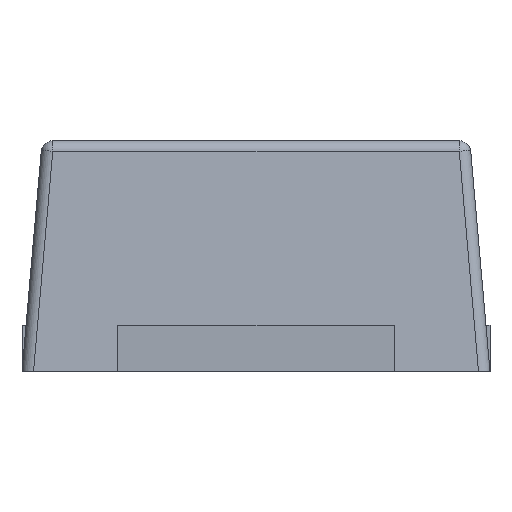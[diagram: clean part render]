
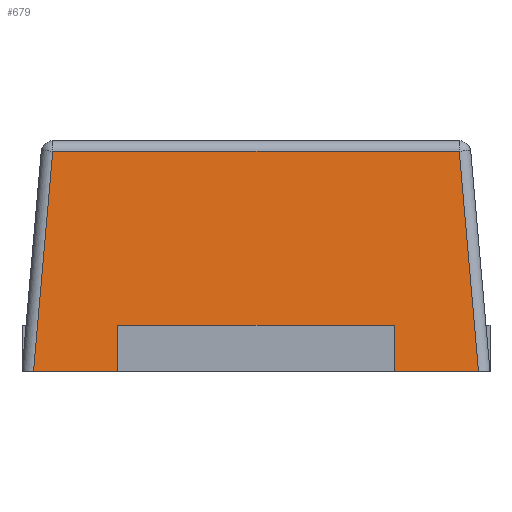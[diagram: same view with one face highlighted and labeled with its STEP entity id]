
A CAD part, left-side view. The second image highlights one B-rep face of the part: STEP entity #679.
In plain terms, the highlighted planar face has unit normal (-0.996, 0, 0.087).
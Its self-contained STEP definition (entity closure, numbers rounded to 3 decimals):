
#77=FACE_OUTER_BOUND('',#117,.T.);
#117=EDGE_LOOP('',(#509,#510,#511,#512,#513,#514,#515,#516));
#154=LINE('',#1022,#232);
#157=LINE('',#1027,#235);
#160=LINE('',#1035,#238);
#164=LINE('',#1045,#242);
#168=LINE('',#1053,#246);
#169=LINE('',#1055,#247);
#170=LINE('',#1057,#248);
#171=LINE('',#1058,#249);
#232=VECTOR('',#834,10.);
#235=VECTOR('',#841,10.);
#238=VECTOR('',#850,10.);
#242=VECTOR('',#860,1000.);
#246=VECTOR('',#866,1000.);
#247=VECTOR('',#867,1000.);
#248=VECTOR('',#868,1000.);
#249=VECTOR('',#869,1000.);
#312=VERTEX_POINT('',#1006);
#314=VERTEX_POINT('',#1012);
#316=VERTEX_POINT('',#1018);
#319=VERTEX_POINT('',#1033);
#322=VERTEX_POINT('',#1044);
#325=VERTEX_POINT('',#1052);
#326=VERTEX_POINT('',#1054);
#327=VERTEX_POINT('',#1056);
#380=EDGE_CURVE('',#314,#316,#154,.T.);
#383=EDGE_CURVE('',#312,#314,#157,.T.);
#387=EDGE_CURVE('',#319,#312,#160,.T.);
#392=EDGE_CURVE('',#316,#322,#164,.T.);
#396=EDGE_CURVE('',#325,#319,#168,.T.);
#397=EDGE_CURVE('',#325,#326,#169,.T.);
#398=EDGE_CURVE('',#326,#327,#170,.T.);
#399=EDGE_CURVE('',#327,#322,#171,.T.);
#509=ORIENTED_EDGE('',*,*,#380,.F.);
#510=ORIENTED_EDGE('',*,*,#383,.F.);
#511=ORIENTED_EDGE('',*,*,#387,.F.);
#512=ORIENTED_EDGE('',*,*,#396,.F.);
#513=ORIENTED_EDGE('',*,*,#397,.T.);
#514=ORIENTED_EDGE('',*,*,#398,.T.);
#515=ORIENTED_EDGE('',*,*,#399,.T.);
#516=ORIENTED_EDGE('',*,*,#392,.F.);
#639=PLANE('',#749);
#679=ADVANCED_FACE('',(#77),#639,.T.);
#749=AXIS2_PLACEMENT_3D('',#1051,#864,#865);
#834=DIRECTION('',(-0.087,-0.087,-0.992));
#841=DIRECTION('',(0.,-1.,0.));
#850=DIRECTION('',(0.087,-0.087,0.992));
#860=DIRECTION('',(0.,1.,0.));
#864=DIRECTION('center_axis',(-0.996,0.,
0.087));
#865=DIRECTION('ref_axis',(-0.087,0.,-0.996));
#866=DIRECTION('',(0.,1.,0.));
#867=DIRECTION('',(0.087,0.,0.996));
#868=DIRECTION('',(0.,-1.,0.));
#869=DIRECTION('',(-0.087,0.,-0.996));
#1006=CARTESIAN_POINT('',(-1.642,0.882,0.954));
#1012=CARTESIAN_POINT('',(-1.642,-0.882,0.954));
#1018=CARTESIAN_POINT('',(-1.725,-0.965,0.));
#1022=CARTESIAN_POINT('',(-1.725,-0.966,-0.004));
#1027=CARTESIAN_POINT('',(-1.642,0.,0.954));
#1033=CARTESIAN_POINT('',(-1.725,0.965,0.));
#1035=CARTESIAN_POINT('',(-1.718,0.958,0.083));
#1044=CARTESIAN_POINT('',(-1.725,-0.6,0.));
#1045=CARTESIAN_POINT('',(-1.725,-1.015,0.));
#1051=CARTESIAN_POINT('Origin',(-1.725,-1.015,0.));
#1052=CARTESIAN_POINT('',(-1.725,0.6,0.));
#1053=CARTESIAN_POINT('',(-1.725,-1.015,0.));
#1054=CARTESIAN_POINT('',(-1.708,0.6,0.2));
#1055=CARTESIAN_POINT('',(-1.725,0.6,0.));
#1056=CARTESIAN_POINT('',(-1.708,-0.6,0.2));
#1057=CARTESIAN_POINT('',(-1.708,-1.015,0.2));
#1058=CARTESIAN_POINT('',(-1.725,-0.6,0.));
